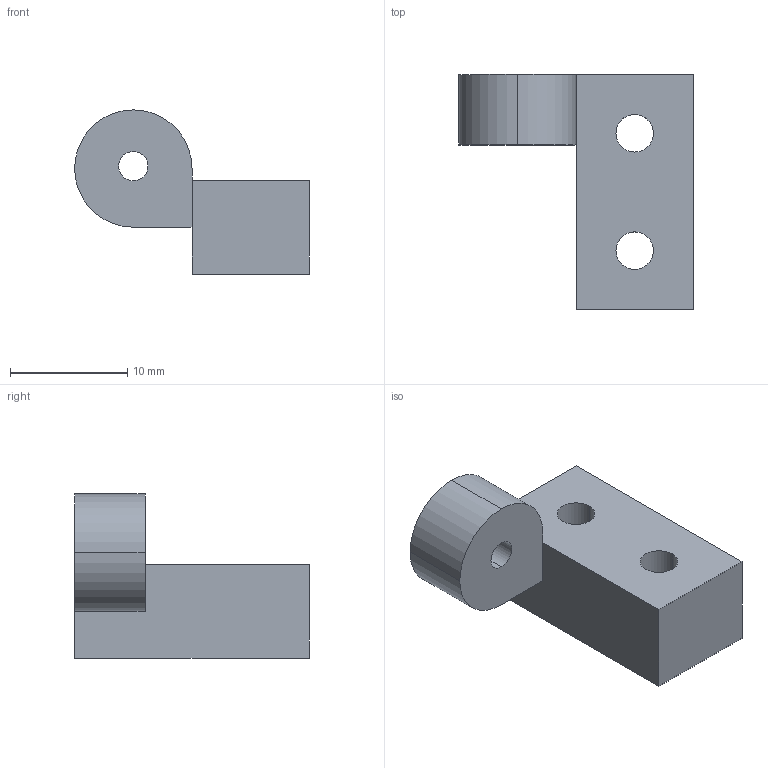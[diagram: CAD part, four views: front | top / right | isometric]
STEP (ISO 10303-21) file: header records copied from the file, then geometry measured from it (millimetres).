
FILE_DESCRIPTION (( 'STEP AP214' ), '1' );
FILE_NAME ('door_joint_mirror.STEP', '2022-05-25T17:35:58', ( '' ), ( '' ), 'SwSTEP 2.0', 'SolidWorks 2021', '' );
FILE_SCHEMA (( 'AUTOMOTIVE_DESIGN' ));
Length unit declared in the file: millimetre
Products named in the file (1): door_joint_mirror
Bounding box: 20 x 20 x 14 mm (x, y, z)
Volume: 1691.7 mm3; surface area: 1484.4 mm2
Topology: 1 solids, 1 shells, 35 faces, 89 edges, 59 vertices
Faces by surface type: plane 24, cylinder 11
Entity records: 1103 total; most frequent: CARTESIAN_POINT 184, DIRECTION 183, ORIENTED_EDGE 178, EDGE_CURVE 89, LINE 67, VECTOR 67, VERTEX_POINT 59, AXIS2_PLACEMENT_3D 58
